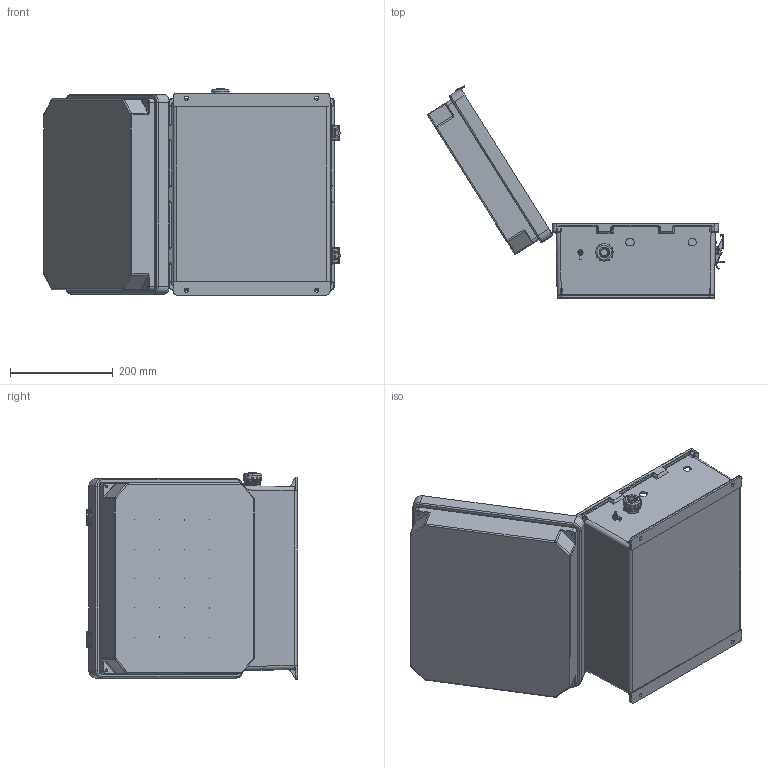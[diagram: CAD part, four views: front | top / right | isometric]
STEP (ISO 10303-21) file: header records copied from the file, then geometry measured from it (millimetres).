
FILE_DESCRIPTION (( 'STEP AP214' ), '1' );
FILE_NAME ('NB141207-400_3D.step', '2025-10-28T17:12:24', ( '' ), ( '' ), 'SwSTEP 2.0', 'SolidWorks 2025', '' );
FILE_SCHEMA (( 'AUTOMOTIVE_DESIGN' ));
Length unit declared in the file: inch
Products named in the file (21): XFS-0017; NB141207-DoorClasp-1; NB141207-400_3D; XCT-0005; NB141207-DoorClasp-2; NB141207-400-MA2_NB141207-400; XFN-0005; NB141207-Box; XFW-0002; XFW-0004; X-ASSY-HYP218-2; XCT-0011; XC-0003; NB141207-Hinge; NEMA 14-400 GroundWire; XFS-0026; XFN-0003; XCT-0010; NB141207-400-MA1; 1BE02-011; NB141207-Lid-2
Assembly tree (26 placements, depth 2):
  NB141207-400_3D
    NB141207-Box
    NB141207-Hinge  x2
    NB141207-Lid-2
    NB141207-DoorClasp-1  x2
    NB141207-DoorClasp-2  x2
    XC-0003
    XFS-0026
    XCT-0005
    XFN-0003  x2
    XFW-0002
    1BE02-011
    XCT-0010
    XCT-0011
    XFS-0017  x2
    XFW-0004  x2
    XFN-0005
    NEMA 14-400 GroundWire
    NB141207-400-MA1
    NB141207-400-MA2_NB141207-400
    X-ASSY-HYP218-2
Bounding box: 578.07 x 413.05 x 402.37 mm (x, y, z)
Volume: 2208967.3 mm3; surface area: 1365955.8 mm2
Topology: 32 solids, 33 shells, 4135 faces, 10743 edges, 6810 vertices
Faces by surface type: plane 1722, cylinder 1087, bspline 637, cone 399, torus 282, sphere 8
Entity records: 140089 total; most frequent: CARTESIAN_POINT 53767, ORIENTED_EDGE 18746, DIRECTION 16226, EDGE_CURVE 9373, VERTEX_POINT 5977, AXIS2_PLACEMENT_3D 5452, VECTOR 5322, LINE 5322
